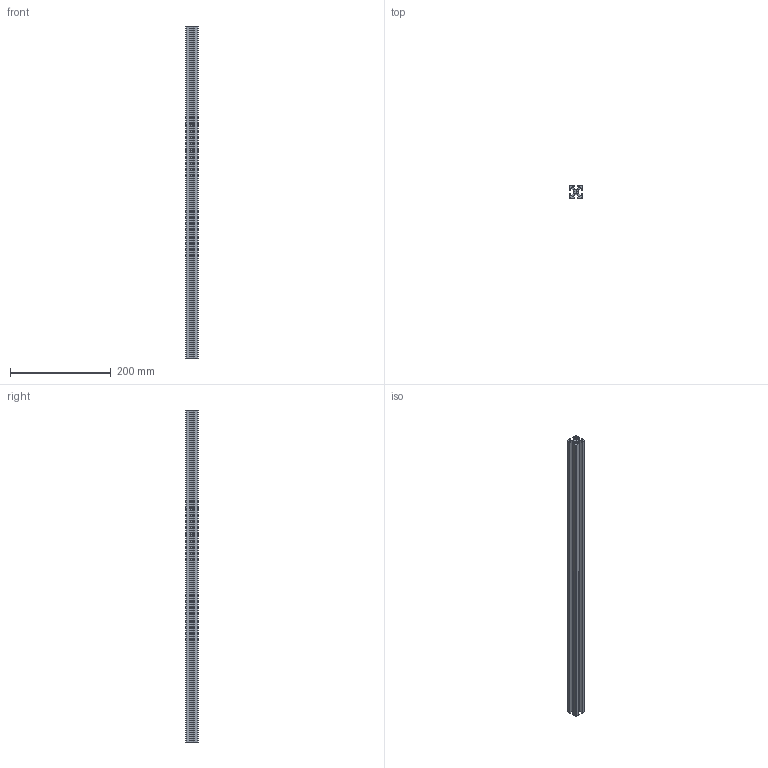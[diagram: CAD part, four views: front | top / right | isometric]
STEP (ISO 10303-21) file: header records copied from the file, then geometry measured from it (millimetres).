
FILE_DESCRIPTION(('FreeCAD Model'),'2;1');
FILE_NAME('Open CASCADE Shape Model','2024-06-12T18:33:38',(''),(''), 'Open CASCADE STEP processor 7.6','FreeCAD','Unknown');
FILE_SCHEMA(('AUTOMOTIVE_DESIGN { 1 0 10303 214 1 1 1 1 }'));
Length unit declared in the file: millimetre
Products named in the file (1): ProfilePolarPattern
Bounding box: 25.4 x 25.4 x 660.4 mm (x, y, z)
Volume: 203264.8 mm3; surface area: 130422.4 mm2
Topology: 1 solids, 1 shells, 72 faces, 200 edges, 130 vertices
Faces by surface type: plane 40, cylinder 32
Entity records: 2330 total; most frequent: DIRECTION 410, CARTESIAN_POINT 403, ORIENTED_EDGE 400, EDGE_CURVE 200, AXIS2_PLACEMENT_3D 137, LINE 136, VECTOR 136, VERTEX_POINT 130
